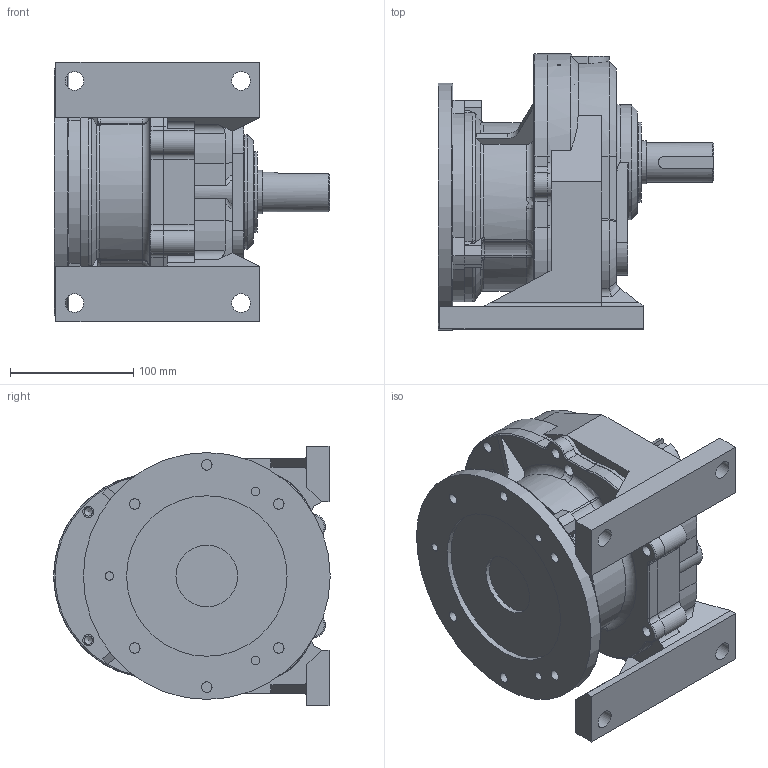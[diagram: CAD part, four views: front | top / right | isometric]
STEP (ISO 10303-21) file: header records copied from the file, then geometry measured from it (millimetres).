
FILE_DESCRIPTION (( 'STEP AP214' ), '1' );
FILE_NAME ('EK2DO07663H001_F1HM_1.5KW_R5.stp', '2022-07-01T04:52:04', ( 'Windows 餌辨濠' ), ( '' ), 'SwSTEP 2.0', 'SolidWorks 2021', '' );
FILE_SCHEMA (( 'AUTOMOTIVE_DESIGN' ));
Length unit declared in the file: millimetre
Products named in the file (1): EK2DO07663H001_F1HM_1.5KW_R5
Bounding box: 223.5 x 224 x 210 mm (x, y, z)
Volume: 3978990.5 mm3; surface area: 364137.5 mm2
Topology: 4 solids, 6 shells, 374 faces, 974 edges, 617 vertices
Faces by surface type: cylinder 151, plane 123, torus 53, cone 25, bspline 22
Full cylindrical faces by diameter (mm): 2.7 x2, 6.8 x9, 8.5 x6, 9 x9, 10 x4, 14.3 x1, 15 x4, 28 x1, 30 x1, 32 x1, 35 x3, 50 x1, 65 x1, 93 x1, 130 x1, 200 x1
Entity records: 17568 total; most frequent: CARTESIAN_POINT 4561, DIRECTION 1848, ORIENTED_EDGE 1774, EDGE_CURVE 887, AXIS2_PLACEMENT_3D 744, VERTEX_POINT 600, EDGE_LOOP 497, FACE_OUTER_BOUND 423
